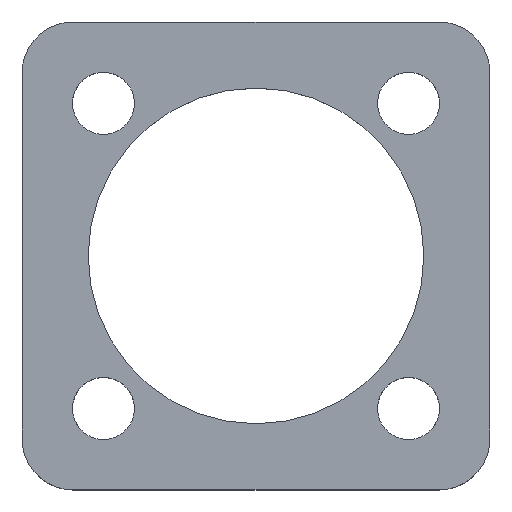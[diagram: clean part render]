
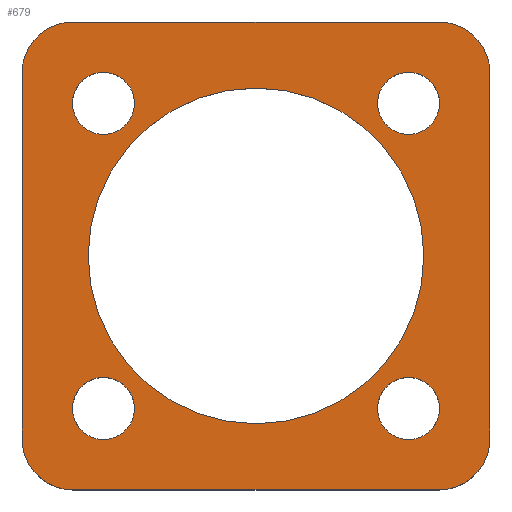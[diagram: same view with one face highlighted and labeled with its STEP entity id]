
A CAD part, top view. The second image highlights one B-rep face of the part: STEP entity #679.
In plain terms, the highlighted planar face has unit normal (0, 0, 1).
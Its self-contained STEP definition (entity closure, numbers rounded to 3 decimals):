
#48=FACE_BOUND('',#136,.T.);
#49=FACE_BOUND('',#137,.T.);
#50=FACE_BOUND('',#138,.T.);
#51=FACE_BOUND('',#139,.T.);
#52=FACE_BOUND('',#140,.T.);
#59=PLANE('',#776);
#88=FACE_OUTER_BOUND('',#135,.T.);
#135=EDGE_LOOP('',(#612,#613,#614,#615,#616,#617,#618,#619));
#136=EDGE_LOOP('',(#620));
#137=EDGE_LOOP('',(#621,#622));
#138=EDGE_LOOP('',(#623,#624));
#139=EDGE_LOOP('',(#625,#626));
#140=EDGE_LOOP('',(#627,#628));
#157=LINE('',#1170,#193);
#160=LINE('',#1182,#196);
#163=LINE('',#1198,#199);
#176=LINE('',#1406,#212);
#193=VECTOR('',#875,10.);
#196=VECTOR('',#888,10.);
#199=VECTOR('',#905,10.);
#212=VECTOR('',#966,10.);
#238=CIRCLE('',#735,16.5);
#239=CIRCLE('',#738,5.);
#242=CIRCLE('',#743,5.);
#247=CIRCLE('',#750,5.);
#248=CIRCLE('',#753,5.);
#253=CIRCLE('',#764,3.05);
#254=CIRCLE('',#765,3.05);
#255=CIRCLE('',#767,3.05);
#256=CIRCLE('',#768,3.05);
#257=CIRCLE('',#770,3.05);
#258=CIRCLE('',#771,3.05);
#259=CIRCLE('',#773,3.05);
#260=CIRCLE('',#774,3.05);
#295=VERTEX_POINT('',#1157);
#296=VERTEX_POINT('',#1162);
#297=VERTEX_POINT('',#1163);
#298=VERTEX_POINT('',#1168);
#301=VERTEX_POINT('',#1176);
#302=VERTEX_POINT('',#1180);
#307=VERTEX_POINT('',#1192);
#308=VERTEX_POINT('',#1196);
#309=VERTEX_POINT('',#1200);
#324=VERTEX_POINT('',#1380);
#325=VERTEX_POINT('',#1381);
#326=VERTEX_POINT('',#1386);
#327=VERTEX_POINT('',#1387);
#328=VERTEX_POINT('',#1393);
#329=VERTEX_POINT('',#1394);
#330=VERTEX_POINT('',#1399);
#331=VERTEX_POINT('',#1400);
#375=EDGE_CURVE('',#295,#295,#238,.T.);
#376=EDGE_CURVE('',#296,#297,#239,.T.);
#380=EDGE_CURVE('',#296,#298,#157,.T.);
#383=EDGE_CURVE('',#301,#298,#242,.T.);
#386=EDGE_CURVE('',#301,#302,#160,.T.);
#391=EDGE_CURVE('',#307,#302,#247,.T.);
#394=EDGE_CURVE('',#307,#308,#163,.T.);
#395=EDGE_CURVE('',#309,#308,#248,.T.);
#416=EDGE_CURVE('',#324,#325,#253,.T.);
#417=EDGE_CURVE('',#325,#324,#254,.T.);
#419=EDGE_CURVE('',#326,#327,#255,.T.);
#420=EDGE_CURVE('',#327,#326,#256,.T.);
#423=EDGE_CURVE('',#328,#329,#257,.T.);
#424=EDGE_CURVE('',#329,#328,#258,.T.);
#426=EDGE_CURVE('',#330,#331,#259,.T.);
#427=EDGE_CURVE('',#331,#330,#260,.T.);
#430=EDGE_CURVE('',#309,#297,#176,.T.);
#612=ORIENTED_EDGE('',*,*,#376,.F.);
#613=ORIENTED_EDGE('',*,*,#380,.T.);
#614=ORIENTED_EDGE('',*,*,#383,.F.);
#615=ORIENTED_EDGE('',*,*,#386,.T.);
#616=ORIENTED_EDGE('',*,*,#391,.F.);
#617=ORIENTED_EDGE('',*,*,#394,.T.);
#618=ORIENTED_EDGE('',*,*,#395,.F.);
#619=ORIENTED_EDGE('',*,*,#430,.T.);
#620=ORIENTED_EDGE('',*,*,#375,.T.);
#621=ORIENTED_EDGE('',*,*,#416,.T.);
#622=ORIENTED_EDGE('',*,*,#417,.T.);
#623=ORIENTED_EDGE('',*,*,#419,.T.);
#624=ORIENTED_EDGE('',*,*,#420,.T.);
#625=ORIENTED_EDGE('',*,*,#423,.T.);
#626=ORIENTED_EDGE('',*,*,#424,.T.);
#627=ORIENTED_EDGE('',*,*,#426,.T.);
#628=ORIENTED_EDGE('',*,*,#427,.T.);
#679=ADVANCED_FACE('',(#88,#48,#49,#50,#51,#52),#59,.T.);
#735=AXIS2_PLACEMENT_3D('',#1159,#862,#863);
#738=AXIS2_PLACEMENT_3D('',#1164,#868,#869);
#743=AXIS2_PLACEMENT_3D('',#1177,#882,#883);
#750=AXIS2_PLACEMENT_3D('',#1193,#899,#900);
#753=AXIS2_PLACEMENT_3D('',#1201,#908,#909);
#764=AXIS2_PLACEMENT_3D('',#1382,#936,#937);
#765=AXIS2_PLACEMENT_3D('',#1383,#938,#939);
#767=AXIS2_PLACEMENT_3D('',#1388,#943,#944);
#768=AXIS2_PLACEMENT_3D('',#1389,#945,#946);
#770=AXIS2_PLACEMENT_3D('',#1395,#951,#952);
#771=AXIS2_PLACEMENT_3D('',#1396,#953,#954);
#773=AXIS2_PLACEMENT_3D('',#1401,#958,#959);
#774=AXIS2_PLACEMENT_3D('',#1402,#960,#961);
#776=AXIS2_PLACEMENT_3D('',#1407,#967,#968);
#862=DIRECTION('center_axis',(0.,0.,-1.));
#863=DIRECTION('ref_axis',(-1.,0.,0.));
#868=DIRECTION('center_axis',(0.,0.,-1.));
#869=DIRECTION('ref_axis',(-0.707,-0.707,0.));
#875=DIRECTION('',(1.,0.,0.));
#882=DIRECTION('center_axis',(0.,0.,-1.));
#883=DIRECTION('ref_axis',(0.707,-0.707,0.));
#888=DIRECTION('',(0.,1.,0.));
#899=DIRECTION('center_axis',(0.,0.,-1.));
#900=DIRECTION('ref_axis',(0.707,0.707,0.));
#905=DIRECTION('',(-1.,0.,0.));
#908=DIRECTION('center_axis',(0.,0.,-1.));
#909=DIRECTION('ref_axis',(-0.707,0.707,0.));
#936=DIRECTION('center_axis',(0.,0.,-1.));
#937=DIRECTION('ref_axis',(1.,0.,0.));
#938=DIRECTION('center_axis',(0.,0.,-1.));
#939=DIRECTION('ref_axis',(1.,0.,0.));
#943=DIRECTION('center_axis',(0.,0.,-1.));
#944=DIRECTION('ref_axis',(1.,0.,0.));
#945=DIRECTION('center_axis',(0.,0.,-1.));
#946=DIRECTION('ref_axis',(1.,0.,0.));
#951=DIRECTION('center_axis',(0.,0.,-1.));
#952=DIRECTION('ref_axis',(1.,0.,0.));
#953=DIRECTION('center_axis',(0.,0.,-1.));
#954=DIRECTION('ref_axis',(1.,0.,0.));
#958=DIRECTION('center_axis',(0.,0.,-1.));
#959=DIRECTION('ref_axis',(1.,0.,0.));
#960=DIRECTION('center_axis',(0.,0.,-1.));
#961=DIRECTION('ref_axis',(1.,0.,0.));
#966=DIRECTION('',(0.,-1.,0.));
#967=DIRECTION('center_axis',(0.,0.,1.));
#968=DIRECTION('ref_axis',(1.,0.,0.));
#1157=CARTESIAN_POINT('',(16.5,0.,8.));
#1159=CARTESIAN_POINT('Origin',(0.,0.,8.));
#1162=CARTESIAN_POINT('',(-18.,-23.,8.));
#1163=CARTESIAN_POINT('',(-23.,-18.,8.));
#1164=CARTESIAN_POINT('Origin',(-18.,-18.,8.));
#1168=CARTESIAN_POINT('',(18.,-23.,8.));
#1170=CARTESIAN_POINT('',(-23.,-23.,8.));
#1176=CARTESIAN_POINT('',(23.,-18.,8.));
#1177=CARTESIAN_POINT('Origin',(18.,-18.,8.));
#1180=CARTESIAN_POINT('',(23.,18.,8.));
#1182=CARTESIAN_POINT('',(23.,-23.,8.));
#1192=CARTESIAN_POINT('',(18.,23.,8.));
#1193=CARTESIAN_POINT('Origin',(18.,18.,8.));
#1196=CARTESIAN_POINT('',(-18.,23.,8.));
#1198=CARTESIAN_POINT('',(23.,23.,8.));
#1200=CARTESIAN_POINT('',(-23.,18.,8.));
#1201=CARTESIAN_POINT('Origin',(-18.,18.,8.));
#1380=CARTESIAN_POINT('',(18.05,-15.,8.));
#1381=CARTESIAN_POINT('',(11.95,-15.,8.));
#1382=CARTESIAN_POINT('Origin',(15.,-15.,8.));
#1383=CARTESIAN_POINT('Origin',(15.,-15.,8.));
#1386=CARTESIAN_POINT('',(-11.95,15.,8.));
#1387=CARTESIAN_POINT('',(-18.05,15.,8.));
#1388=CARTESIAN_POINT('Origin',(-15.,15.,8.));
#1389=CARTESIAN_POINT('Origin',(-15.,15.,8.));
#1393=CARTESIAN_POINT('',(18.05,15.,8.));
#1394=CARTESIAN_POINT('',(11.95,15.,8.));
#1395=CARTESIAN_POINT('Origin',(15.,15.,8.));
#1396=CARTESIAN_POINT('Origin',(15.,15.,8.));
#1399=CARTESIAN_POINT('',(-11.95,-15.,8.));
#1400=CARTESIAN_POINT('',(-18.05,-15.,8.));
#1401=CARTESIAN_POINT('Origin',(-15.,-15.,8.));
#1402=CARTESIAN_POINT('Origin',(-15.,-15.,8.));
#1406=CARTESIAN_POINT('',(-23.,23.,8.));
#1407=CARTESIAN_POINT('Origin',(0.,0.,8.));
